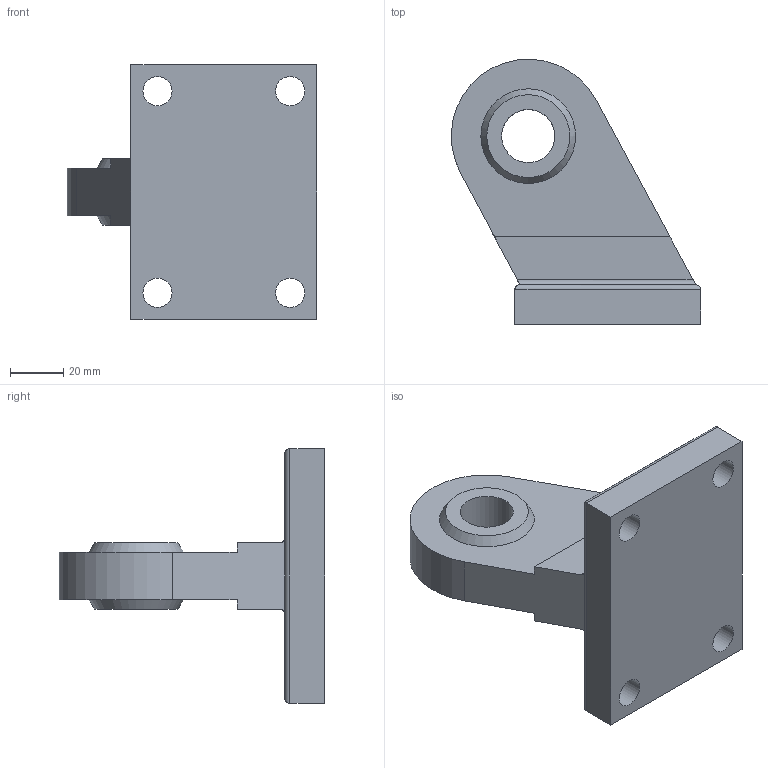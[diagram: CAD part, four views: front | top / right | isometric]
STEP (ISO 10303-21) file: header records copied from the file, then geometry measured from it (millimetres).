
FILE_DESCRIPTION(/* description */ ('STEP AP214'),/* implementation_level */ '2;1');
FILE_NAME(/* name */ '31745_LSNG-100',/* time_stamp */ '2024-08-27T08:41:08+02:00',/* author */ ('License CC BY-ND 4.0'),/* organization */ ('CADENAS'),/* preprocessor_version */ 'ST-DEVELOPER v19.3',/* originating_system */ 'PARTsolutions',/* authorisation */ ' ');
FILE_SCHEMA (('AUTOMOTIVE_DESIGN {1 0 10303 214 3 1 1}'));
Length unit declared in the file: millimetre
Products named in the file (1): 31745 LSNG- 100 (0)
Bounding box: 93.98 x 99.99 x 96 mm (x, y, z)
Volume: 190413.8 mm3; surface area: 33991.5 mm2
Topology: 1 solids, 1 shells, 43 faces, 115 edges, 76 vertices
Faces by surface type: plane 25, cylinder 16, sphere 2
Full cylindrical faces by diameter (mm): 11 x4, 17 x4, 20 x1
Entity records: 1270 total; most frequent: CARTESIAN_POINT 236, DIRECTION 210, ORIENTED_EDGE 188, EDGE_CURVE 94, AXIS2_PLACEMENT_3D 80, VERTEX_POINT 66, EDGE_LOOP 66, FACE_BOUND 66
